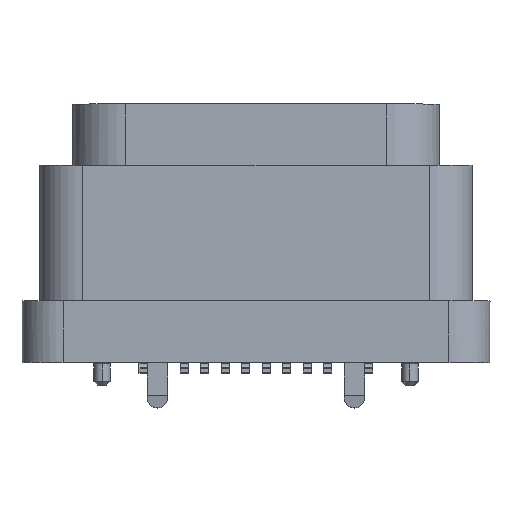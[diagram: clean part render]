
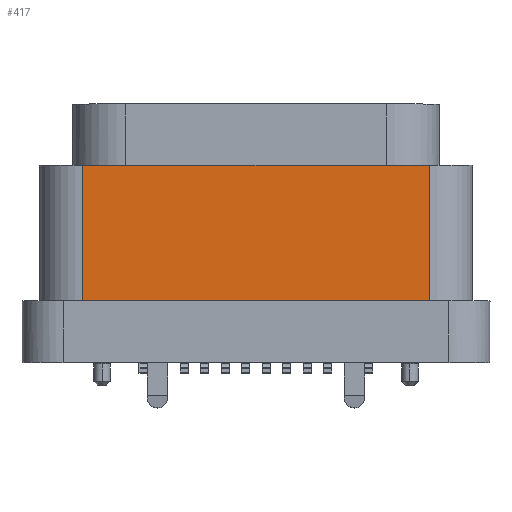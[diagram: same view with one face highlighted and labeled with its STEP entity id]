
A CAD part, top view. The second image highlights one B-rep face of the part: STEP entity #417.
In plain terms, the highlighted planar face has unit normal (0, 0, 1).
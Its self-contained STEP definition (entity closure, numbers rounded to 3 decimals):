
#417=ADVANCED_FACE('',(#1855),#1856,.T.);
#1855=FACE_OUTER_BOUND('',#4048,.T.);
#1856=PLANE('',#4049);
#4048=EDGE_LOOP('',(#8748,#8749,#8750,#8751));
#4049=AXIS2_PLACEMENT_3D('',#8752,#8753,#8754);
#8748=ORIENTED_EDGE('',*,*,#15827,.F.);
#8749=ORIENTED_EDGE('',*,*,#15828,.T.);
#8750=ORIENTED_EDGE('',*,*,#15829,.T.);
#8751=ORIENTED_EDGE('',*,*,#15811,.T.);
#8752=CARTESIAN_POINT('',(0.,3.405,2.525));
#8753=DIRECTION('',(0.,0.,1.0));
#8754=DIRECTION('',(0.998,-0.06,0.));
#15811=EDGE_CURVE('',#19381,#19379,#19382,.T.);
#15827=EDGE_CURVE('',#19406,#19379,#19408,.T.);
#15828=EDGE_CURVE('',#19406,#19409,#19410,.T.);
#15829=EDGE_CURVE('',#19409,#19381,#19411,.T.);
#19379=VERTEX_POINT('',#25311);
#19381=VERTEX_POINT('',#25313);
#19382=LINE('',#25314,#25315);
#19406=VERTEX_POINT('',#25348);
#19408=LINE('',#25350,#25351);
#19409=VERTEX_POINT('',#25352);
#19410=LINE('',#25353,#25354);
#19411=LINE('',#25355,#25356);
#25311=CARTESIAN_POINT('',(4.225,1.755,2.525));
#25313=CARTESIAN_POINT('',(-4.225,1.755,2.525));
#25314=CARTESIAN_POINT('',(0.,1.755,2.525));
#25315=VECTOR('',#32806,1000.0);
#25348=CARTESIAN_POINT('',(4.225,5.055,2.525));
#25350=CARTESIAN_POINT('',(4.225,5.121,2.525));
#25351=VECTOR('',#32834,1000.0);
#25352=CARTESIAN_POINT('',(-4.225,5.055,2.525));
#25353=CARTESIAN_POINT('',(0.,5.055,2.525));
#25354=VECTOR('',#32835,1000.0);
#25355=CARTESIAN_POINT('',(-4.225,3.405,2.525));
#25356=VECTOR('',#32836,1000.0);
#32806=DIRECTION('',(1.0,0.,0.));
#32834=DIRECTION('',(0.,-1.0,0.));
#32835=DIRECTION('',(-1.0,0.,0.));
#32836=DIRECTION('',(0.,-1.0,0.));
